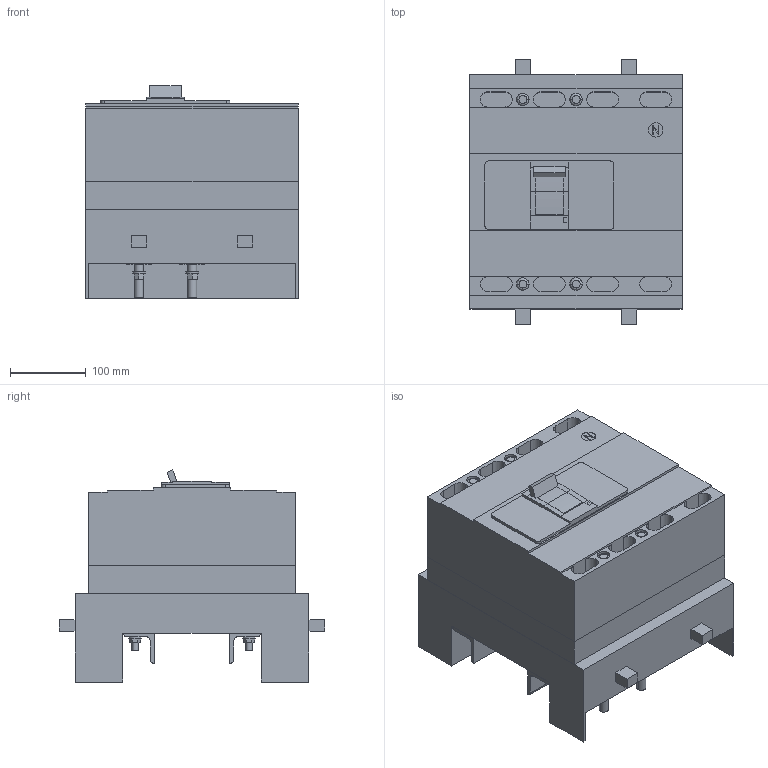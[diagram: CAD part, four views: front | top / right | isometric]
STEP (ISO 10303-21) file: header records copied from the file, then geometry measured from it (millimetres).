
FILE_DESCRIPTION(('CoCreate Modeling STEP Export'),'2;1');
FILE_NAME('Ｈ６３０ＮＥ４Ｍ.stp','2014-03-31T 8:12:44',(''),(''),'CoCreate Modeling STEP processor for AP214 (Solid Model)','CoCreate Modeling 17.0 01-Apr-2010 (C) Parametric Technology GmbH','');
FILE_SCHEMA(('AUTOMOTIVE_DESIGN { 1 0 10303 214 1 1 1 1 }'));
Length unit declared in the file: millimetre
Products named in the file (12): P1; P11; P4.1; P5; P6.1; P3.1; P2; P10.1; P7.2; P8.2; P9.1; Ｈ６３０ＮＥ４Ｍ
Assembly tree (33 placements, depth 2):
  Ｈ６３０ＮＥ４Ｍ
    P9.1  x4
    P8.2  x4
    P7.2  x4
    P10.1  x4
    P2
    P4.1  x4
    P6.1  x4
    P5  x4
    P3.1  x2
    P11
    P1
Bounding box: 280 x 350 x 279.18 mm (x, y, z)
Volume: 14662743.1 mm3; surface area: 1103826 mm2
Topology: 33 solids, 33 shells, 461 faces, 1153 edges, 766 vertices
Faces by surface type: plane 245, cylinder 208, torus 8
Entity records: 8986 total; most frequent: ORIENTED_EDGE 1604, CARTESIAN_POINT 1442, DIRECTION 1314, EDGE_CURVE 802, VERTEX_POINT 534, VECTOR 502, LINE 502, AXIS2_PLACEMENT_3D 406
